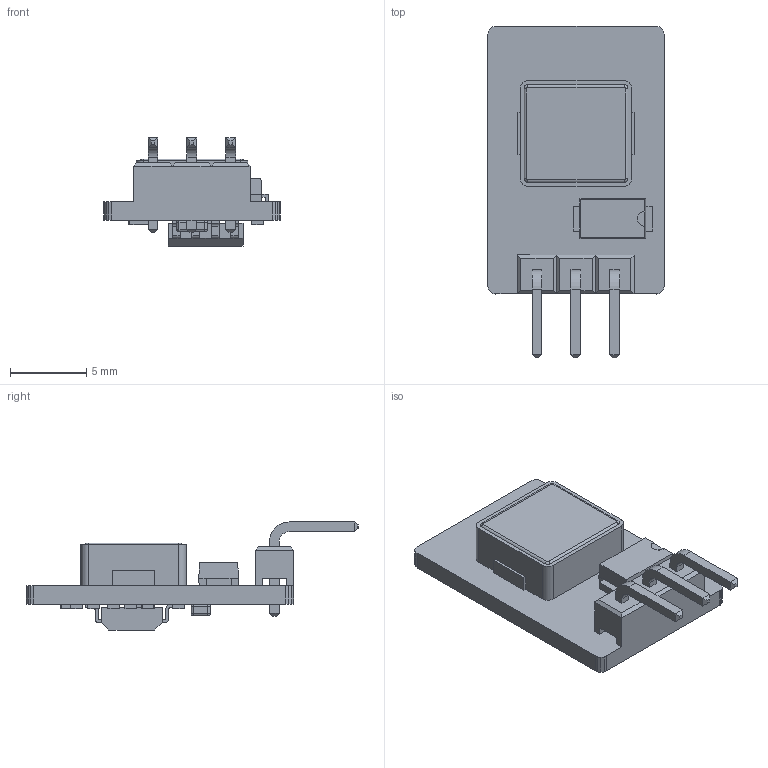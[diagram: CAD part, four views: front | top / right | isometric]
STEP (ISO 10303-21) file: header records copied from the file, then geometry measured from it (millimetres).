
FILE_DESCRIPTION((''),'2;1');
FILE_NAME('BREP_WITH_VOIDS_40875','2016-11-01T',('eng706'),(''),'PRO/ENGINEER BY PARAMETRIC TECHNOLOGY CORPORATION, 2014000','PRO/ENGINEER BY PARAMETRIC TECHNOLOGY CORPORATION, 2014000','');
FILE_SCHEMA(('AUTOMOTIVE_DESIGN { 1 0 10303 214 1 1 1 1 }'));
Length unit declared in the file: millimetre
Products named in the file (1): BREP_WITH_VOIDS_40875
Bounding box: 11.54 x 21.74 x 7.08 mm (x, y, z)
Volume: 483.8 mm3; surface area: 835.8 mm2
Topology: 1 solids, 3 shells, 606 faces, 1913 edges, 1304 vertices
Faces by surface type: plane 337, cylinder 155, sphere 72, extrusion 38, bspline 4
Entity records: 27004 total; most frequent: CARTESIAN_POINT 7608, ORIENTED_EDGE 3682, DIRECTION 2888, EDGE_CURVE 1841, VERTEX_POINT 1304, VECTOR 1128, LINE 1090, AXIS2_PLACEMENT_3D 880
